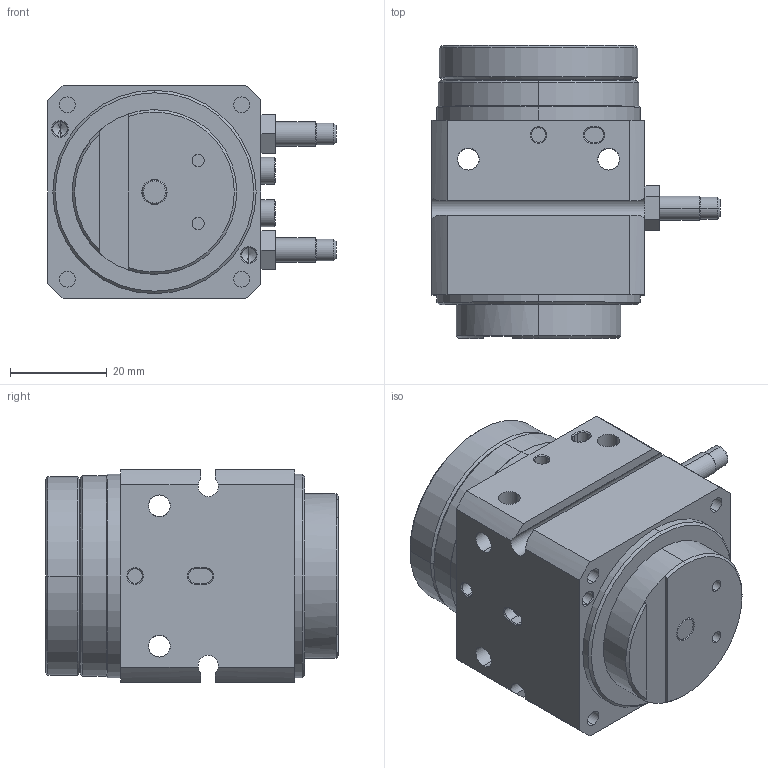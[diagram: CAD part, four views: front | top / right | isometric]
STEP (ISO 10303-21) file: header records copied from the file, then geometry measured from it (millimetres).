
FILE_DESCRIPTION (( 'STEP AP203' ), '1' );
FILE_NAME ('ARP-3.STEP', '2010-11-04T16:19:10', ( 'Utente' ), ( '' ), 'SwSTEP 2.0', 'SolidWorks 2004231', '' );
FILE_SCHEMA (( 'CONFIG_CONTROL_DESIGN' ));
Length unit declared in the file: millimetre
Products named in the file (3): Rotore; Corpo; ARP-3
Assembly tree (2 placements, depth 2):
  ARP-3
    Corpo
    Rotore
Bounding box: 59.5 x 60.5 x 44 mm (x, y, z)
Volume: 90066.9 mm3; surface area: 24388.2 mm2
Topology: 2 solids, 2 shells, 307 faces, 724 edges, 441 vertices
Faces by surface type: cylinder 146, plane 86, cone 71, torus 4
Entity records: 9238 total; most frequent: CARTESIAN_POINT 1693, DIRECTION 1619, ORIENTED_EDGE 1432, EDGE_CURVE 716, AXIS2_PLACEMENT_3D 647, VERTEX_POINT 441, EDGE_LOOP 385, CIRCLE 335
